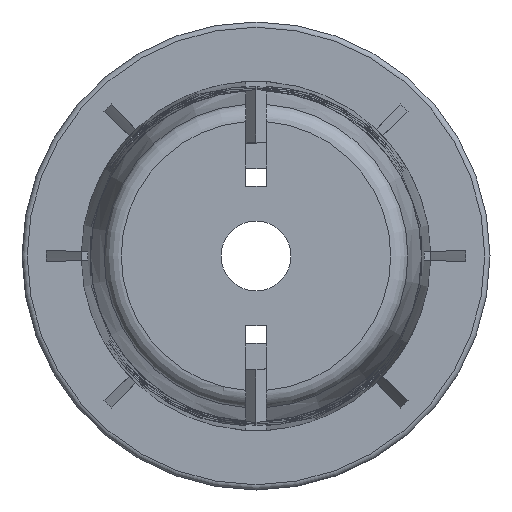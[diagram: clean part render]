
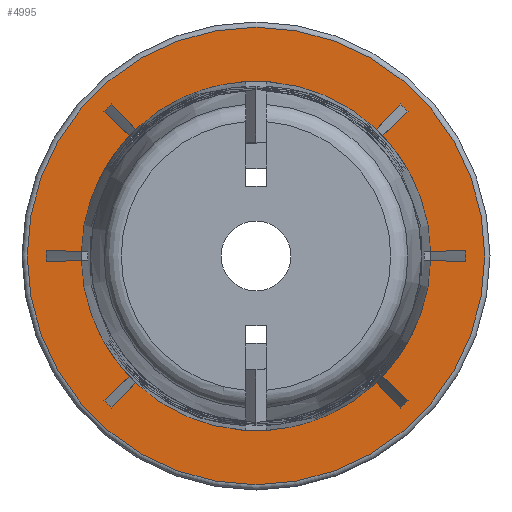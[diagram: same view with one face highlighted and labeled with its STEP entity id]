
A CAD part, left-side view. The second image highlights one B-rep face of the part: STEP entity #4995.
In plain terms, the highlighted planar face has unit normal (-1, 0, 0).
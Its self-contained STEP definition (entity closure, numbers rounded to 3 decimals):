
#164=PLANE('',#5686);
#233=CIRCLE('',#5028,2.5);
#237=CIRCLE('',#5052,2.5);
#239=CIRCLE('',#5054,2.5);
#241=CIRCLE('',#5057,2.5);
#243=CIRCLE('',#5059,2.5);
#245=CIRCLE('',#5061,2.5);
#310=CIRCLE('',#5525,2.59);
#332=CIRCLE('',#5579,2.59);
#334=CIRCLE('',#5585,2.59);
#336=CIRCLE('',#5591,2.59);
#338=CIRCLE('',#5597,2.59);
#340=CIRCLE('',#5603,2.59);
#341=CIRCLE('',#5687,3.275);
#2193=ORIENTED_EDGE('',*,*,#2845,.T.);
#2194=ORIENTED_EDGE('',*,*,#2834,.T.);
#2195=ORIENTED_EDGE('',*,*,#2247,.T.);
#2196=ORIENTED_EDGE('',*,*,#2898,.F.);
#2197=ORIENTED_EDGE('',*,*,#2901,.T.);
#2198=ORIENTED_EDGE('',*,*,#2899,.T.);
#2199=ORIENTED_EDGE('',*,*,#2297,.T.);
#2200=ORIENTED_EDGE('',*,*,#2923,.T.);
#2201=ORIENTED_EDGE('',*,*,#2925,.T.);
#2202=ORIENTED_EDGE('',*,*,#2921,.F.);
#2203=ORIENTED_EDGE('',*,*,#2293,.T.);
#2204=ORIENTED_EDGE('',*,*,#2878,.T.);
#2205=ORIENTED_EDGE('',*,*,#2893,.T.);
#2206=ORIENTED_EDGE('',*,*,#2865,.F.);
#2207=ORIENTED_EDGE('',*,*,#2309,.T.);
#2208=ORIENTED_EDGE('',*,*,#2907,.T.);
#2209=ORIENTED_EDGE('',*,*,#2909,.T.);
#2210=ORIENTED_EDGE('',*,*,#2905,.F.);
#2211=ORIENTED_EDGE('',*,*,#2305,.T.);
#2212=ORIENTED_EDGE('',*,*,#2914,.F.);
#2213=ORIENTED_EDGE('',*,*,#2917,.T.);
#2214=ORIENTED_EDGE('',*,*,#2915,.T.);
#2215=ORIENTED_EDGE('',*,*,#2301,.T.);
#2216=ORIENTED_EDGE('',*,*,#2822,.F.);
#2217=ORIENTED_EDGE('',*,*,#3002,.F.);
#2247=EDGE_CURVE('',#3030,#3028,#233,.T.);
#2293=EDGE_CURVE('',#3076,#3075,#237,.T.);
#2297=EDGE_CURVE('',#3080,#3079,#239,.T.);
#2301=EDGE_CURVE('',#3084,#3082,#241,.T.);
#2305=EDGE_CURVE('',#3088,#3087,#243,.T.);
#2309=EDGE_CURVE('',#3092,#3091,#245,.T.);
#2822=EDGE_CURVE('',#3466,#3082,#3684,.T.);
#2834=EDGE_CURVE('',#3474,#3030,#3696,.T.);
#2845=EDGE_CURVE('',#3466,#3474,#310,.F.);
#2865=EDGE_CURVE('',#3092,#3485,#3715,.T.);
#2878=EDGE_CURVE('',#3075,#3493,#3728,.T.);
#2893=EDGE_CURVE('',#3493,#3485,#332,.F.);
#2898=EDGE_CURVE('',#3498,#3028,#3735,.T.);
#2899=EDGE_CURVE('',#3499,#3080,#3736,.T.);
#2901=EDGE_CURVE('',#3498,#3499,#334,.F.);
#2905=EDGE_CURVE('',#3088,#3502,#3740,.T.);
#2907=EDGE_CURVE('',#3091,#3503,#3742,.T.);
#2909=EDGE_CURVE('',#3503,#3502,#336,.F.);
#2914=EDGE_CURVE('',#3506,#3087,#3747,.T.);
#2915=EDGE_CURVE('',#3507,#3084,#3748,.T.);
#2917=EDGE_CURVE('',#3506,#3507,#338,.F.);
#2921=EDGE_CURVE('',#3076,#3510,#3752,.T.);
#2923=EDGE_CURVE('',#3079,#3511,#3754,.T.);
#2925=EDGE_CURVE('',#3511,#3510,#340,.F.);
#3002=EDGE_CURVE('',#3512,#3512,#341,.T.);
#3028=VERTEX_POINT('',#7424);
#3030=VERTEX_POINT('',#7427);
#3075=VERTEX_POINT('',#7517);
#3076=VERTEX_POINT('',#7519);
#3079=VERTEX_POINT('',#7525);
#3080=VERTEX_POINT('',#7527);
#3082=VERTEX_POINT('',#7533);
#3084=VERTEX_POINT('',#7536);
#3087=VERTEX_POINT('',#7542);
#3088=VERTEX_POINT('',#7544);
#3091=VERTEX_POINT('',#7550);
#3092=VERTEX_POINT('',#7552);
#3466=VERTEX_POINT('',#8639);
#3474=VERTEX_POINT('',#8665);
#3485=VERTEX_POINT('',#8727);
#3493=VERTEX_POINT('',#8753);
#3498=VERTEX_POINT('',#8791);
#3499=VERTEX_POINT('',#8795);
#3502=VERTEX_POINT('',#8807);
#3503=VERTEX_POINT('',#8811);
#3506=VERTEX_POINT('',#8823);
#3507=VERTEX_POINT('',#8827);
#3510=VERTEX_POINT('',#8839);
#3511=VERTEX_POINT('',#8843);
#3512=VERTEX_POINT('',#9007);
#3684=LINE('',#8641,#4002);
#3696=LINE('',#8664,#4014);
#3715=LINE('',#8726,#4033);
#3728=LINE('',#8752,#4046);
#3735=LINE('',#8792,#4053);
#3736=LINE('',#8794,#4054);
#3740=LINE('',#8806,#4058);
#3742=LINE('',#8810,#4060);
#3747=LINE('',#8824,#4065);
#3748=LINE('',#8826,#4066);
#3752=LINE('',#8838,#4070);
#3754=LINE('',#8842,#4072);
#4002=VECTOR('',#6869,1000.);
#4014=VECTOR('',#6891,1000.);
#4033=VECTOR('',#6974,1000.);
#4046=VECTOR('',#6997,1000.);
#4053=VECTOR('',#7058,1000.);
#4054=VECTOR('',#7061,1000.);
#4058=VECTOR('',#7075,1000.);
#4060=VECTOR('',#7079,1000.);
#4065=VECTOR('',#7094,1000.);
#4066=VECTOR('',#7097,1000.);
#4070=VECTOR('',#7111,1000.);
#4072=VECTOR('',#7115,1000.);
#4406=EDGE_LOOP('',(#2193,#2194,#2195,#2196,#2197,#2198,#2199,#2200,#2201,
#2202,#2203,#2204,#2205,#2206,#2207,#2208,#2209,#2210,#2211,#2212,#2213,
#2214,#2215,#2216));
#4407=EDGE_LOOP('',(#2217));
#4668=FACE_BOUND('',#4406,.T.);
#4669=FACE_BOUND('',#4407,.T.);
#4995=ADVANCED_FACE('',(#4668,#4669),#164,.T.);
#5028=AXIS2_PLACEMENT_3D('',#7426,#5738,#5739);
#5052=AXIS2_PLACEMENT_3D('',#7518,#5808,#5809);
#5054=AXIS2_PLACEMENT_3D('',#7526,#5814,#5815);
#5057=AXIS2_PLACEMENT_3D('',#7535,#5822,#5823);
#5059=AXIS2_PLACEMENT_3D('',#7543,#5828,#5829);
#5061=AXIS2_PLACEMENT_3D('',#7551,#5834,#5835);
#5525=AXIS2_PLACEMENT_3D('',#8686,#6913,#6914);
#5579=AXIS2_PLACEMENT_3D('',#8782,#7047,#7048);
#5585=AXIS2_PLACEMENT_3D('',#8798,#7065,#7066);
#5591=AXIS2_PLACEMENT_3D('',#8814,#7083,#7084);
#5597=AXIS2_PLACEMENT_3D('',#8830,#7101,#7102);
#5603=AXIS2_PLACEMENT_3D('',#8846,#7119,#7120);
#5686=AXIS2_PLACEMENT_3D('',#9005,#7361,#7362);
#5687=AXIS2_PLACEMENT_3D('',#9006,#7363,#7364);
#5738=DIRECTION('',(1.,0.,0.));
#5739=DIRECTION('',(0.,0.,-1.));
#5808=DIRECTION('',(1.,0.,0.));
#5809=DIRECTION('',(0.,0.,-1.));
#5814=DIRECTION('',(1.,0.,0.));
#5815=DIRECTION('',(0.,0.,-1.));
#5822=DIRECTION('',(1.,0.,0.));
#5823=DIRECTION('',(0.,0.,-1.));
#5828=DIRECTION('',(1.,0.,0.));
#5829=DIRECTION('',(0.,0.,-1.));
#5834=DIRECTION('',(1.,0.,0.));
#5835=DIRECTION('',(0.,0.,-1.));
#6869=DIRECTION('',(0.,-1.,0.026));
#6891=DIRECTION('',(0.,-1.,-0.026));
#6913=DIRECTION('',(-1.,0.,0.));
#6914=DIRECTION('',(0.,0.,1.));
#6974=DIRECTION('',(0.,-1.,-0.026));
#6997=DIRECTION('',(0.,-1.,0.026));
#7047=DIRECTION('',(-1.,0.,0.));
#7048=DIRECTION('',(0.,0.,1.));
#7058=DIRECTION('',(0.,-0.725,-0.688));
#7061=DIRECTION('',(0.,-0.688,-0.725));
#7065=DIRECTION('',(-1.,0.,0.));
#7066=DIRECTION('',(0.,0.,1.));
#7075=DIRECTION('',(0.,-0.688,-0.725));
#7079=DIRECTION('',(0.,-0.725,-0.688));
#7083=DIRECTION('',(-1.,0.,0.));
#7084=DIRECTION('',(0.,0.,1.));
#7094=DIRECTION('',(0.,-0.688,0.725));
#7097=DIRECTION('',(0.,-0.725,0.688));
#7101=DIRECTION('',(-1.,0.,0.));
#7102=DIRECTION('',(0.,0.,1.));
#7111=DIRECTION('',(0.,-0.725,0.688));
#7115=DIRECTION('',(0.,-0.688,0.725));
#7119=DIRECTION('',(-1.,0.,0.));
#7120=DIRECTION('',(0.,0.,1.));
#7361=DIRECTION('',(-1.,0.,0.));
#7362=DIRECTION('',(0.,0.,1.));
#7363=DIRECTION('',(1.,0.,0.));
#7364=DIRECTION('',(0.,0.,-1.));
#7424=CARTESIAN_POINT('',(-0.09,1.813,1.721));
#7426=CARTESIAN_POINT('',(-0.09,0.,0.));
#7427=CARTESIAN_POINT('',(-0.09,2.499,0.065));
#7517=CARTESIAN_POINT('',(-0.09,-2.499,0.065));
#7518=CARTESIAN_POINT('',(-0.09,0.,0.));
#7519=CARTESIAN_POINT('',(-0.09,-1.813,1.721));
#7525=CARTESIAN_POINT('',(-0.09,-1.721,1.813));
#7526=CARTESIAN_POINT('',(-0.09,0.,0.));
#7527=CARTESIAN_POINT('',(-0.09,1.721,1.813));
#7533=CARTESIAN_POINT('',(-0.09,2.499,-0.065));
#7535=CARTESIAN_POINT('',(-0.09,0.,0.));
#7536=CARTESIAN_POINT('',(-0.09,1.813,-1.721));
#7542=CARTESIAN_POINT('',(-0.09,1.721,-1.813));
#7543=CARTESIAN_POINT('',(-0.09,0.,0.));
#7544=CARTESIAN_POINT('',(-0.09,-1.721,-1.813));
#7550=CARTESIAN_POINT('',(-0.09,-1.813,-1.721));
#7551=CARTESIAN_POINT('',(-0.09,0.,0.));
#7552=CARTESIAN_POINT('',(-0.09,-2.499,-0.065));
#8639=CARTESIAN_POINT('',(-0.09,2.589,-0.068));
#8641=CARTESIAN_POINT('',(-0.09,0.,0.));
#8664=CARTESIAN_POINT('',(-0.09,0.,0.));
#8665=CARTESIAN_POINT('',(-0.09,2.589,0.068));
#8686=CARTESIAN_POINT('',(-0.09,0.,0.));
#8726=CARTESIAN_POINT('',(-0.09,0.,0.));
#8727=CARTESIAN_POINT('',(-0.09,-2.589,-0.068));
#8752=CARTESIAN_POINT('',(-0.09,0.,0.));
#8753=CARTESIAN_POINT('',(-0.09,-2.589,0.068));
#8782=CARTESIAN_POINT('',(-0.09,0.,0.));
#8791=CARTESIAN_POINT('',(-0.09,1.879,1.783));
#8792=CARTESIAN_POINT('',(-0.09,0.,0.));
#8794=CARTESIAN_POINT('',(-0.09,0.,0.));
#8795=CARTESIAN_POINT('',(-0.09,1.783,1.879));
#8798=CARTESIAN_POINT('',(-0.09,0.,0.));
#8806=CARTESIAN_POINT('',(-0.09,0.,0.));
#8807=CARTESIAN_POINT('',(-0.09,-1.783,-1.879));
#8810=CARTESIAN_POINT('',(-0.09,0.,0.));
#8811=CARTESIAN_POINT('',(-0.09,-1.879,-1.783));
#8814=CARTESIAN_POINT('',(-0.09,0.,0.));
#8823=CARTESIAN_POINT('',(-0.09,1.783,-1.879));
#8824=CARTESIAN_POINT('',(-0.09,0.,0.));
#8826=CARTESIAN_POINT('',(-0.09,0.,0.));
#8827=CARTESIAN_POINT('',(-0.09,1.879,-1.783));
#8830=CARTESIAN_POINT('',(-0.09,0.,0.));
#8838=CARTESIAN_POINT('',(-0.09,0.,0.));
#8839=CARTESIAN_POINT('',(-0.09,-1.879,1.783));
#8842=CARTESIAN_POINT('',(-0.09,0.,0.));
#8843=CARTESIAN_POINT('',(-0.09,-1.783,1.879));
#8846=CARTESIAN_POINT('',(-0.09,0.,0.));
#9005=CARTESIAN_POINT('',(-0.09,3.275,0.));
#9006=CARTESIAN_POINT('',(-0.09,0.,0.));
#9007=CARTESIAN_POINT('',(-0.09,0.,-3.275));
